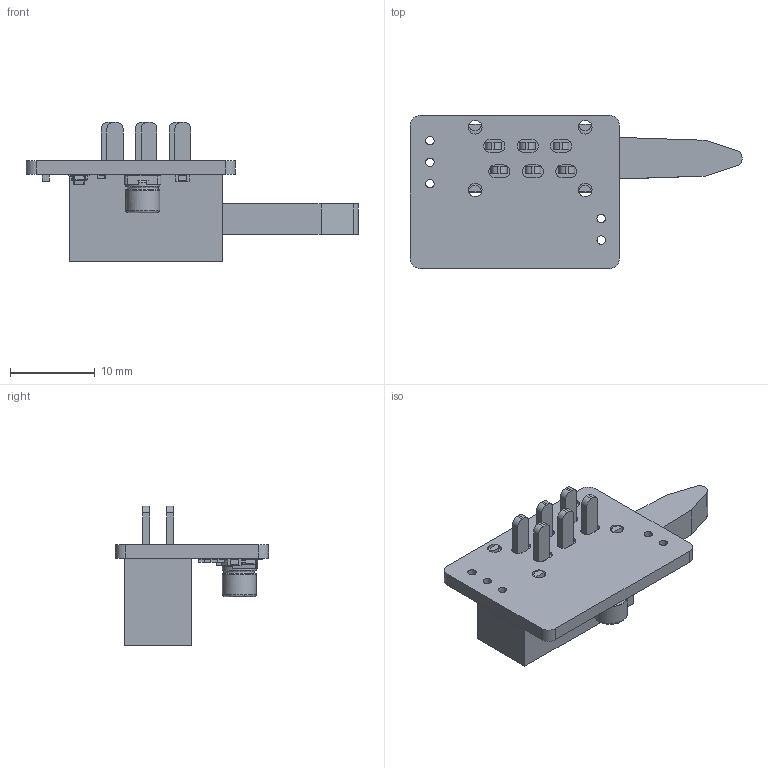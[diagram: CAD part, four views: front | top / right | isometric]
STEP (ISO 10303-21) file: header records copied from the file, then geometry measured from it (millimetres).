
FILE_DESCRIPTION(('KiCad electronic assembly'),'2;1');
FILE_NAME('MicSwitchBoardElectret.step','2020-04-06T14:18:43',( 'An Author'),('A Company'),'Open CASCADE STEP processor 6.9', 'KiCad to STEP converter','Unknown');
FILE_SCHEMA(('AUTOMOTIVE_DESIGN { 1 0 10303 214 1 1 1 1 }'));
Length unit declared in the file: millimetre
Products named in the file (12): Open CASCADE STEP translator 6.9 1; NingboSwitch; SOLID; R_0603_1608Metric; SOT-23; C_0603_1608Metric; CP_Elec_4x4.5; COMPOUND
Assembly tree (16 placements, depth 3):
  Open CASCADE STEP translator 6.9 1
    NingboSwitch
      SOLID
    R_0603_1608Metric  x5
      SOLID
    SOT-23
      SOLID
    C_0603_1608Metric  x2
      SOLID
    CP_Elec_4x4.5
      SOLID
    COMPOUND
Bounding box: 39.22 x 18.1 x 16.5 mm (x, y, z)
Volume: 2680.7 mm3; surface area: 2538.1 mm2
Topology: 11 solids, 11 shells, 411 faces, 1058 edges, 681 vertices
Faces by surface type: plane 248, cylinder 129, bspline 29, torus 4, revolution 1
Full cylindrical faces by diameter (mm): 1 x5, 1.6 x4, 4 x2
Entity records: 19573 total; most frequent: CARTESIAN_POINT 3722, DIRECTION 2706, LINE 1697, VECTOR 1697, ORIENTED_EDGE 1428, PCURVE 1428, DEFINITIONAL_REPRESENTATION 1428, EDGE_CURVE 714
